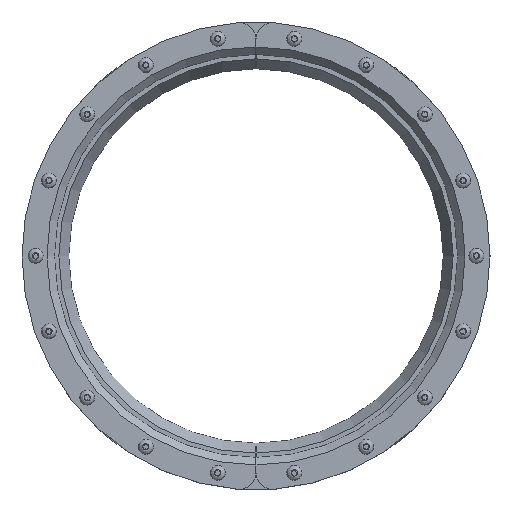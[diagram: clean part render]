
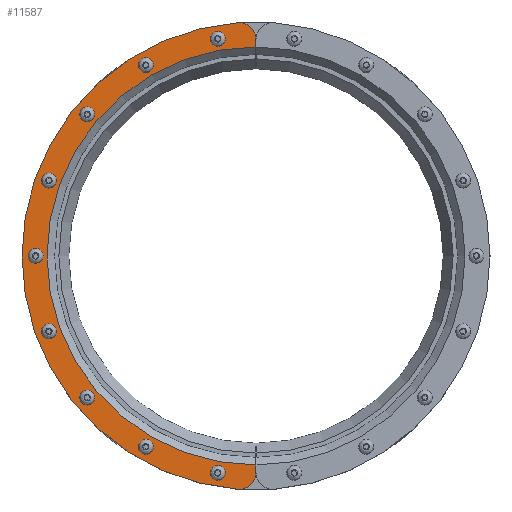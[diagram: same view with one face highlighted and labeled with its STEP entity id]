
A CAD part, top view. The second image highlights one B-rep face of the part: STEP entity #11587.
In plain terms, the highlighted free-form (B-spline) face has degree [1, 1] with [2, 2] control points.
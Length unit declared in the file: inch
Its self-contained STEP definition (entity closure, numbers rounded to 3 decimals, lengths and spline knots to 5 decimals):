
#10916=CARTESIAN_POINT('',(-223.8356,-41.08128,1.0625));
#10917=VERTEX_POINT('',#10916);
#10918=CARTESIAN_POINT('',(-223.9756,-41.08128,1.0625));
#10919=DIRECTION('',(0.0,0.0,-1.0));
#10920=DIRECTION('',(-1.0,0.0,0.0));
#10921=AXIS2_PLACEMENT_3D('',#10918,#10919,#10920);
#10922=CIRCLE('',#10921,0.14);
#10923=EDGE_CURVE('',#10917,#10917,#10922,.T.);
#10965=CARTESIAN_POINT('',(-226.19563,-52.97343,1.0625));
#10966=VERTEX_POINT('',#10965);
#10967=CARTESIAN_POINT('',(-226.08838,-53.06342,1.0625));
#10968=DIRECTION('',(0.0,0.0,1.0));
#10969=DIRECTION('',(0.766,-0.643,0.0));
#10970=AXIS2_PLACEMENT_3D('',#10967,#10968,#10969);
#10971=CIRCLE('',#10970,0.14);
#10972=EDGE_CURVE('',#10966,#10966,#10971,.T.);
#11014=CARTESIAN_POINT('',(-228.95922,-49.53318,1.0625));
#11015=VERTEX_POINT('',#11014);
#11016=CARTESIAN_POINT('',(-228.93491,-49.67105,1.0625));
#11017=DIRECTION('',(0.0,0.0,1.0));
#11018=DIRECTION('',(0.174,-0.985,0.0));
#11019=AXIS2_PLACEMENT_3D('',#11016,#11017,#11018);
#11020=CIRCLE('',#11019,0.14);
#11021=EDGE_CURVE('',#11015,#11015,#11020,.T.);
#11063=CARTESIAN_POINT('',(-228.86491,-45.12139,1.0625));
#11064=VERTEX_POINT('',#11063);
#11065=CARTESIAN_POINT('',(-228.93491,-45.24263,1.0625));
#11066=DIRECTION('',(0.0,0.0,1.));
#11067=DIRECTION('',(-0.5,-0.866,0.0));
#11068=AXIS2_PLACEMENT_3D('',#11065,#11066,#11067);
#11069=CIRCLE('',#11068,0.14);
#11070=EDGE_CURVE('',#11064,#11064,#11069,.T.);
#11112=CARTESIAN_POINT('',(-225.95682,-41.80238,1.0625));
#11113=VERTEX_POINT('',#11112);
#11114=CARTESIAN_POINT('',(-226.08838,-41.85026,1.0625));
#11115=DIRECTION('',(0.0,0.0,1.));
#11116=DIRECTION('',(-0.94,-0.342,0.0));
#11117=AXIS2_PLACEMENT_3D('',#11114,#11115,#11116);
#11118=CIRCLE('',#11117,0.14);
#11119=EDGE_CURVE('',#11113,#11113,#11118,.T.);
#11161=CARTESIAN_POINT('',(-227.70348,-43.2055,1.0625));
#11162=VERTEX_POINT('',#11161);
#11163=CARTESIAN_POINT('',(-227.81073,-43.29549,1.0625));
#11164=DIRECTION('',(0.0,0.0,1.));
#11165=DIRECTION('',(-0.766,-0.643,0.0));
#11166=AXIS2_PLACEMENT_3D('',#11163,#11164,#11165);
#11167=CIRCLE('',#11166,0.14);
#11168=EDGE_CURVE('',#11162,#11162,#11167,.T.);
#11210=CARTESIAN_POINT('',(-229.30103,-47.31897,1.0625));
#11211=VERTEX_POINT('',#11210);
#11212=CARTESIAN_POINT('',(-229.32534,-47.45684,1.0625));
#11213=DIRECTION('',(0.0,0.0,1.));
#11214=DIRECTION('',(-0.174,-0.985,0.0));
#11215=AXIS2_PLACEMENT_3D('',#11212,#11213,#11214);
#11216=CIRCLE('',#11215,0.14);
#11217=EDGE_CURVE('',#11211,#11211,#11216,.T.);
#11259=CARTESIAN_POINT('',(-227.88073,-51.49695,1.0625));
#11260=VERTEX_POINT('',#11259);
#11261=CARTESIAN_POINT('',(-227.81073,-51.6182,1.0625));
#11262=DIRECTION('',(0.0,0.0,1.0));
#11263=DIRECTION('',(0.5,-0.866,0.0));
#11264=AXIS2_PLACEMENT_3D('',#11261,#11262,#11263);
#11265=CIRCLE('',#11264,0.14);
#11266=EDGE_CURVE('',#11260,#11260,#11265,.T.);
#11308=CARTESIAN_POINT('',(-224.10716,-53.78452,1.0625));
#11309=VERTEX_POINT('',#11308);
#11310=CARTESIAN_POINT('',(-223.9756,-53.83241,1.0625));
#11311=DIRECTION('',(0.0,0.0,1.0));
#11312=DIRECTION('',(0.94,-0.342,0.0));
#11313=AXIS2_PLACEMENT_3D('',#11310,#11311,#11312);
#11314=CIRCLE('',#11313,0.14);
#11315=EDGE_CURVE('',#11309,#11309,#11314,.T.);
#11336=CARTESIAN_POINT('',(-222.85142,-53.59731,1.0625));
#11337=VERTEX_POINT('',#11336);
#11338=CARTESIAN_POINT('',(-222.85142,-53.8122,1.0625));
#11339=VERTEX_POINT('',#11338);
#11340=CARTESIAN_POINT('',(-222.85142,-53.59731,1.0625));
#11341=DIRECTION('',(0.0,-1.0,0.0));
#11342=VECTOR('',#11341,0.21489);
#11343=LINE('',#11340,#11342);
#11344=EDGE_CURVE('',#11337,#11339,#11343,.T.);
#11384=CARTESIAN_POINT('',(-222.85142,-41.10148,1.0625));
#11385=VERTEX_POINT('',#11384);
#11386=CARTESIAN_POINT('',(-222.85142,-41.31637,1.0625));
#11387=VERTEX_POINT('',#11386);
#11388=CARTESIAN_POINT('',(-222.85142,-41.10148,1.0625));
#11389=DIRECTION('',(0.0,-1.0,0.0));
#11390=VECTOR('',#11389,0.21489);
#11391=LINE('',#11388,#11390);
#11392=EDGE_CURVE('',#11385,#11387,#11391,.T.);
#11453=CARTESIAN_POINT('',(-223.39064,-40.60302,1.0625));
#11454=VERTEX_POINT('',#11453);
#11455=CARTESIAN_POINT('',(-223.35142,-41.10148,1.0625));
#11456=DIRECTION('',(0.0,0.0,-1.));
#11457=DIRECTION('',(0.679,0.734,0.0));
#11458=AXIS2_PLACEMENT_3D('',#11455,#11456,#11457);
#11459=CIRCLE('',#11458,0.5);
#11460=EDGE_CURVE('',#11454,#11385,#11459,.T.);
#11507=CARTESIAN_POINT('',(-223.39064,-54.31066,1.0625));
#11508=VERTEX_POINT('',#11507);
#11509=CARTESIAN_POINT('',(-223.35142,-53.8122,1.0625));
#11510=DIRECTION('',(0.0,0.0,-1.));
#11511=DIRECTION('',(0.679,-0.734,0.0));
#11512=AXIS2_PLACEMENT_3D('',#11509,#11510,#11511);
#11513=CIRCLE('',#11512,0.5);
#11514=EDGE_CURVE('',#11339,#11508,#11513,.T.);
#11535=CARTESIAN_POINT('',(-222.85142,-40.60148,1.0625));
#11536=CARTESIAN_POINT('',(-229.72642,-40.60148,1.0625));
#11537=CARTESIAN_POINT('',(-222.85142,-54.3122,1.0625));
#11538=CARTESIAN_POINT('',(-229.72642,-54.3122,1.0625));
#11539=B_SPLINE_SURFACE_WITH_KNOTS('',1,1,((#11535,#11537),(#11536,#11538)),.UNSPECIFIED.,.F.,.F.,.U.,(2,2),(2,2),(0.0,6.875),(0.0,13.71072),.UNSPECIFIED.);
#11540=ORIENTED_EDGE('',*,*,#11460,.F.);
#11541=CARTESIAN_POINT('',(-222.85142,-47.45684,1.0625));
#11542=DIRECTION('',(0.0,0.0,1.0));
#11543=DIRECTION('',(0.0,1.0,0.0));
#11544=AXIS2_PLACEMENT_3D('',#11541,#11542,#11543);
#11545=CIRCLE('',#11544,6.875);
#11546=EDGE_CURVE('',#11454,#11508,#11545,.T.);
#11547=ORIENTED_EDGE('',*,*,#11546,.T.);
#11548=ORIENTED_EDGE('',*,*,#11514,.F.);
#11549=ORIENTED_EDGE('',*,*,#11344,.F.);
#11550=CARTESIAN_POINT('',(-222.85142,-47.45684,1.0625));
#11551=DIRECTION('',(0.0,0.0,1.0));
#11552=DIRECTION('',(0.0,1.0,0.0));
#11553=AXIS2_PLACEMENT_3D('',#11550,#11551,#11552);
#11554=CIRCLE('',#11553,6.14047);
#11555=EDGE_CURVE('',#11387,#11337,#11554,.T.);
#11556=ORIENTED_EDGE('',*,*,#11555,.F.);
#11557=ORIENTED_EDGE('',*,*,#11392,.F.);
#11558=EDGE_LOOP('',(#11540,#11547,#11548,#11549,#11556,#11557));
#11559=FACE_OUTER_BOUND('',#11558,.T.);
#11560=ORIENTED_EDGE('',*,*,#10972,.F.);
#11561=EDGE_LOOP('',(#11560));
#11562=FACE_BOUND('',#11561,.T.);
#11563=ORIENTED_EDGE('',*,*,#11021,.F.);
#11564=EDGE_LOOP('',(#11563));
#11565=FACE_BOUND('',#11564,.T.);
#11566=ORIENTED_EDGE('',*,*,#11070,.F.);
#11567=EDGE_LOOP('',(#11566));
#11568=FACE_BOUND('',#11567,.T.);
#11569=ORIENTED_EDGE('',*,*,#11119,.F.);
#11570=EDGE_LOOP('',(#11569));
#11571=FACE_BOUND('',#11570,.T.);
#11572=ORIENTED_EDGE('',*,*,#11168,.F.);
#11573=EDGE_LOOP('',(#11572));
#11574=FACE_BOUND('',#11573,.T.);
#11575=ORIENTED_EDGE('',*,*,#11217,.F.);
#11576=EDGE_LOOP('',(#11575));
#11577=FACE_BOUND('',#11576,.T.);
#11578=ORIENTED_EDGE('',*,*,#11266,.F.);
#11579=EDGE_LOOP('',(#11578));
#11580=FACE_BOUND('',#11579,.T.);
#11581=ORIENTED_EDGE('',*,*,#11315,.F.);
#11582=EDGE_LOOP('',(#11581));
#11583=FACE_BOUND('',#11582,.T.);
#11584=ORIENTED_EDGE('',*,*,#10923,.T.);
#11585=EDGE_LOOP('',(#11584));
#11586=FACE_BOUND('',#11585,.T.);
#11587=ADVANCED_FACE('',(#11559,#11562,#11565,#11568,#11571,#11574,#11577,#11580,#11583,#11586),#11539,.T.);
